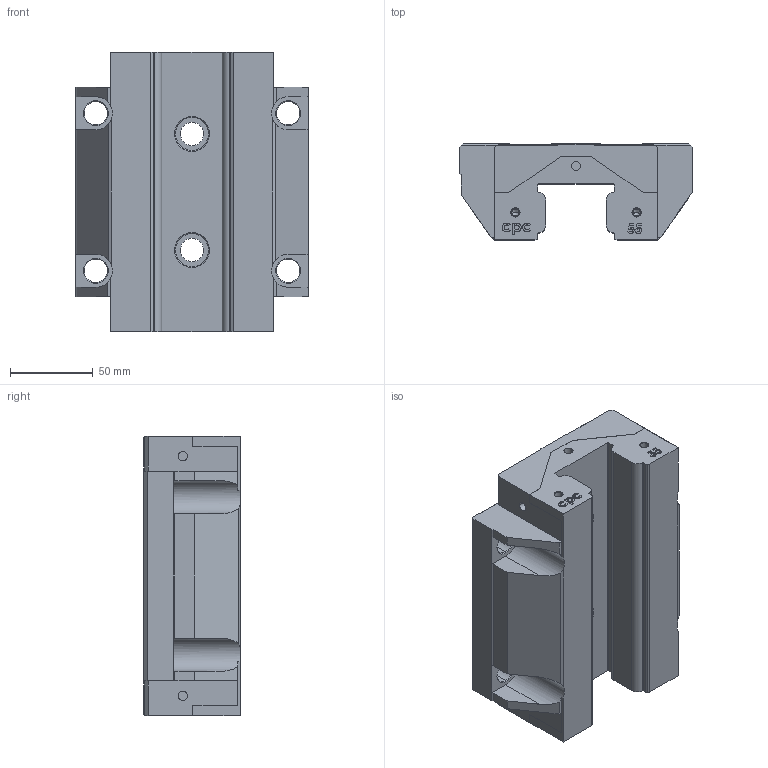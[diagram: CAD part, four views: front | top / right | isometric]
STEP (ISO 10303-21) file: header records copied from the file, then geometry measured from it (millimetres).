
FILE_DESCRIPTION (( 'STEP AP214' ), '1' );
FILE_NAME ('HRC55FN-block.STEP', '2017-02-24T05:19:46', ( '' ), ( '' ), 'SwSTEP 2.0', 'SolidWorks 2010', '' );
FILE_SCHEMA (( 'AUTOMOTIVE_DESIGN' ));
Length unit declared in the file: millimetre
Products named in the file (1): HRC55FN-block
Bounding box: 140 x 58 x 168.5 mm (x, y, z)
Volume: 893645.2 mm3; surface area: 94640.2 mm2
Topology: 1 solids, 1 shells, 370 faces, 972 edges, 628 vertices
Faces by surface type: plane 182, bspline 80, cylinder 68, cone 40
Entity records: 18990 total; most frequent: CARTESIAN_POINT 9535, ORIENTED_EDGE 1928, DIRECTION 1546, EDGE_CURVE 964, VERTEX_POINT 628, VECTOR 620, LINE 620, AXIS2_PLACEMENT_3D 463
